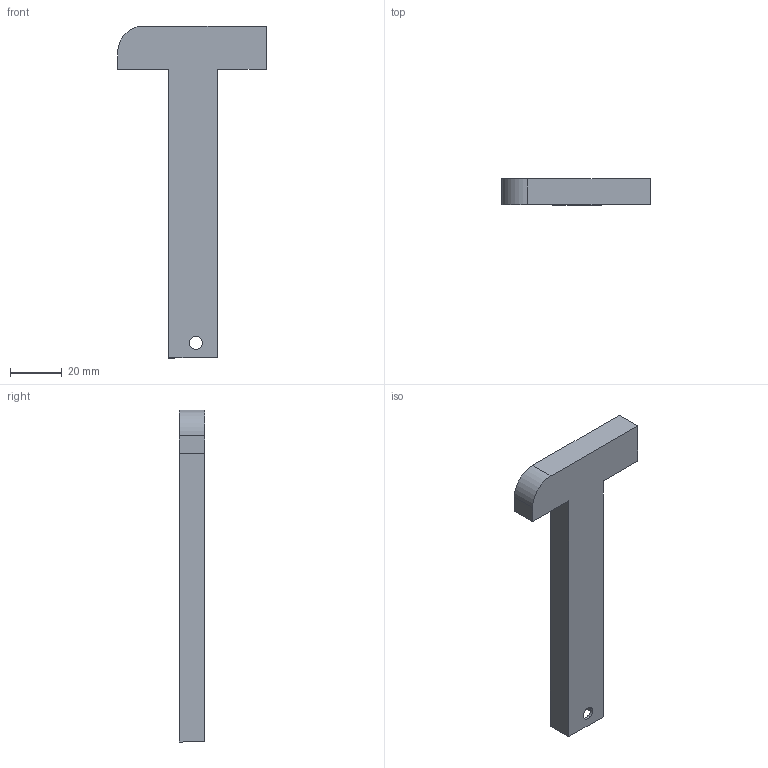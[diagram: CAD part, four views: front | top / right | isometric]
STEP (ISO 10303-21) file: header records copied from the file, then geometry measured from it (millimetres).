
FILE_DESCRIPTION(/* description */ (''),/* implementation_level */ '2;1');
FILE_NAME(/* name */ 'robot_axe.step',/* time_stamp */ '2025-12-18T17:51:01Z',/* author */ (''),/* organization */ (''),/* preprocessor_version */ 'ST-DEVELOPER v20.1',/* originating_system */ 'Autodesk Translation Framework v14.21.0.0',/* authorisation */ '');
FILE_SCHEMA (('AUTOMOTIVE_DESIGN { 1 0 10303 214 3 1 1 }'));
Length unit declared in the file: millimetre
Products named in the file (2): GG Battle robot chassis v1; axe
Assembly tree (1 placements, depth 2):
  GG Battle robot chassis v1
    axe
Bounding box: 57.18 x 10 x 127.82 mm (x, y, z)
Volume: 8750.9 mm3; surface area: 17590.4 mm2
Topology: 1 solids, 1 shells, 23 faces, 60 edges, 40 vertices
Faces by surface type: plane 19, cylinder 4
Full cylindrical faces by diameter (mm): 5 x2
Entity records: 763 total; most frequent: CARTESIAN_POINT 126, ORIENTED_EDGE 120, DIRECTION 120, EDGE_CURVE 60, LINE 52, VECTOR 52, VERTEX_POINT 40, AXIS2_PLACEMENT_3D 34
